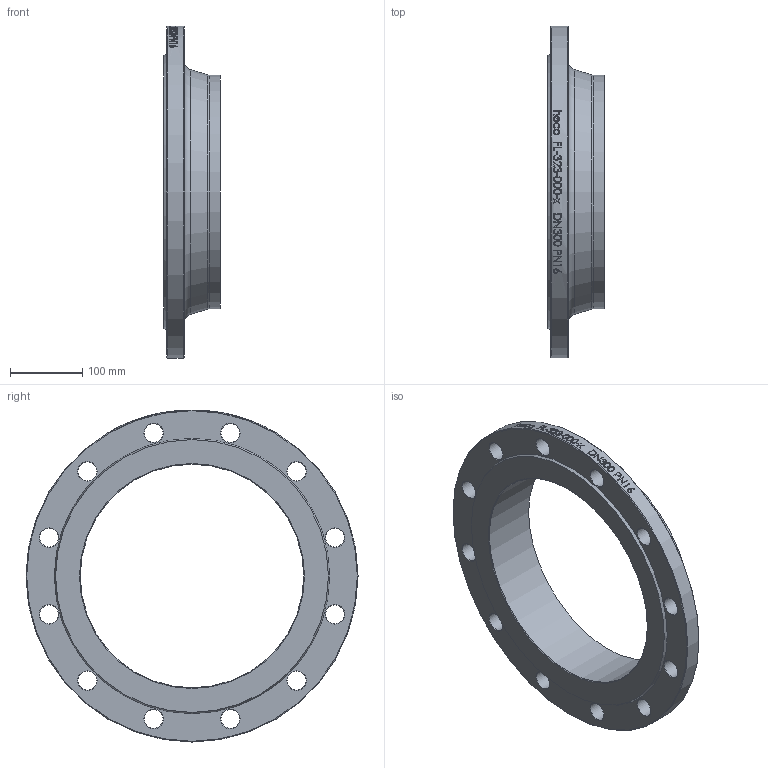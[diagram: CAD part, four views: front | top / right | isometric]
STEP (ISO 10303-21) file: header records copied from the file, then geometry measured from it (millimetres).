
FILE_DESCRIPTION (( 'STEP AP214' ), '1' );
FILE_NAME ('FL-323-000-x Vorschweissflansch DN300 PN16 iso DIN2633 2009.STEP', '2020-09-18T11:55:50', ( '' ), ( '' ), 'SwSTEP 2.0', 'SolidWorks 2019', '' );
FILE_SCHEMA (( 'AUTOMOTIVE_DESIGN' ));
Length unit declared in the file: millimetre
Products named in the file (1): FL-323-000-x Vorschweissflansch DN300 PN16 iso DIN2633 2009
Bounding box: 78 x 460 x 460 mm (x, y, z)
Volume: 2722212.1 mm3; surface area: 343521.4 mm2
Topology: 1 solids, 1 shells, 85 faces, 386 edges, 339 vertices
Faces by surface type: cylinder 50, cone 29, plane 4, torus 2
Full cylindrical faces by diameter (mm): 26 x12, 309.7 x1, 323.9 x1, 460 x1
Entity records: 11589 total; most frequent: CARTESIAN_POINT 8430, ORIENTED_EDGE 646, DIRECTION 436, VERTEX_POINT 323, EDGE_CURVE 323, AXIS2_PLACEMENT_3D 199, EDGE_LOOP 194, B_SPLINE_CURVE_WITH_KNOTS 172
